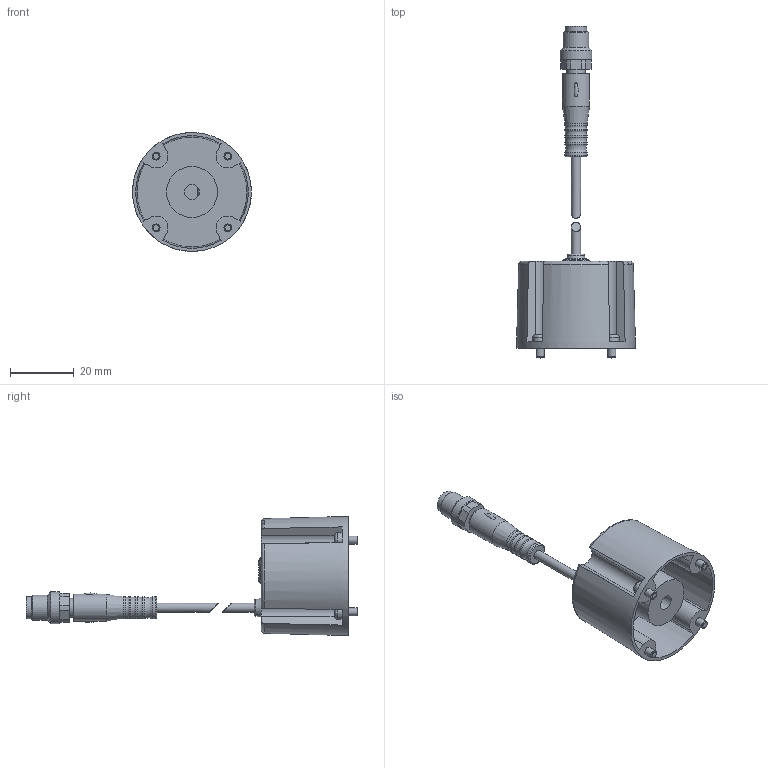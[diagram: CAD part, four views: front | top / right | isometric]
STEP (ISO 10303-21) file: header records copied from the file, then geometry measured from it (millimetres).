
FILE_DESCRIPTION(/* description */ ('STEP AP214'),/* implementation_level */ '2;1');
FILE_NAME(/* name */ '2619972_SRBS-Q12-8-E270-EP-1-S-M8',/* time_stamp */ '2024-09-15T14:36:30+02:00',/* author */ ('License CC BY-ND 4.0'),/* organization */ ('CADENAS'),/* preprocessor_version */ 'ST-DEVELOPER v19.3',/* originating_system */ 'PARTsolutions',/* authorisation */ ' ');
FILE_SCHEMA (('AUTOMOTIVE_DESIGN {1 0 10303 214 3 1 1}'));
Length unit declared in the file: millimetre
Products named in the file (4): 2619972 SRBS-Q12-8-E270-EP-1-S-M8; 2790748 SRBS-Q12-8; 2536519 SRBS-Q12-8; 3400126 SRBS-Q12-8-M8
Assembly tree (3 placements, depth 2):
  2619972 SRBS-Q12-8-E270-EP-1-S-M8
    2790748 SRBS-Q12-8
    2536519 SRBS-Q12-8
    3400126 SRBS-Q12-8-M8
Bounding box: 37.4 x 104.5 x 37.39 mm (x, y, z)
Volume: 14926.1 mm3; surface area: 11807.3 mm2
Topology: 3 solids, 3 shells, 180 faces, 410 edges, 263 vertices
Faces by surface type: plane 95, cylinder 44, torus 25, cone 12, sphere 4
Full cylindrical faces by diameter (mm): 1 x4, 2 x2, 2.5 x4, 2.9 x2, 3.242 x1, 4.5 x4, 4.7 x1, 5.775 x1, 5.9 x1, 6.9 x1, 7 x5, 8 x1, 8.5 x1, 10 x1, 16 x1
Entity records: 5832 total; most frequent: CARTESIAN_POINT 901, DIRECTION 796, ORIENTED_EDGE 648, EDGE_CURVE 324, AXIS2_PLACEMENT_3D 317, EDGE_LOOP 268, FACE_BOUND 268, VERTEX_POINT 240
